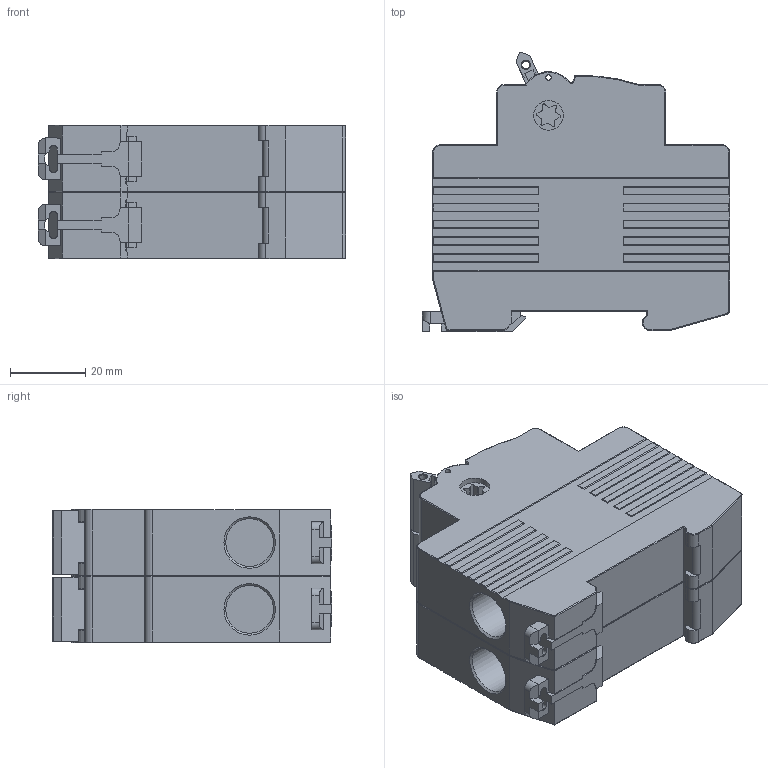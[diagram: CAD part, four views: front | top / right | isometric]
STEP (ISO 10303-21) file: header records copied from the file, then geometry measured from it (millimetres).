
FILE_DESCRIPTION (( 'STEP AP214' ), '1' );
FILE_NAME ('ﾂﾍ-32 2ﾐ.STEP', '2017-03-22T06:30:26', ( '' ), ( '' ), 'SwSTEP 2.0', 'SolidWorks 2014', '' );
FILE_SCHEMA (( 'AUTOMOTIVE_DESIGN' ));
Length unit declared in the file: millimetre
Products named in the file (1): ﾂﾍ-32 2ﾐ
Bounding box: 81.78 x 74.41 x 35.62 mm (x, y, z)
Volume: 145154.5 mm3; surface area: 26549.8 mm2
Topology: 1 solids, 3 shells, 678 faces, 1761 edges, 1102 vertices
Faces by surface type: plane 415, cylinder 205, torus 36, cone 12, sphere 6, bspline 4
Full cylindrical faces by diameter (mm): 1.5 x3, 2.1 x2, 7.5 x4, 7.9 x2, 12.7 x4
Entity records: 26650 total; most frequent: CARTESIAN_POINT 4070, ORIENTED_EDGE 3438, DIRECTION 3246, EDGE_CURVE 1719, LINE 1260, VECTOR 1260, VERTEX_POINT 1089, AXIS2_PLACEMENT_3D 993
